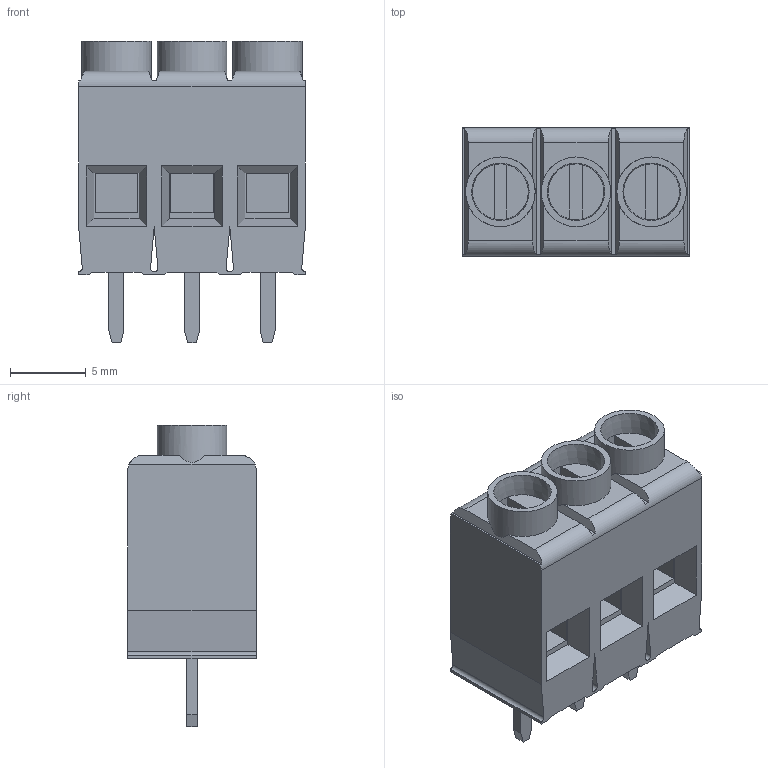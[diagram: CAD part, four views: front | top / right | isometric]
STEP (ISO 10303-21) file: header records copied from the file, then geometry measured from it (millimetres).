
FILE_DESCRIPTION( ( 'Unknown' ), '1' );
FILE_NAME( '691131710003.stp', 'Unknown', ( 'Unknown' ), ( 'Unknown' ), 'PSStep 17.0.49', 'Unknown', ' ' );
FILE_SCHEMA( ( 'AUTOMOTIVE_DESIGN { 1 0 10303 214 1 1 1 1 }' ) );
Length unit declared in the file: millimetre
Products named in the file (1): 1
Bounding box: 15 x 8.5 x 19.95 mm (x, y, z)
Volume: 1526.8 mm3; surface area: 1444.8 mm2
Topology: 1 solids, 1 shells, 128 faces, 333 edges, 216 vertices
Faces by surface type: plane 107, cylinder 18, cone 3
Full cylindrical faces by diameter (mm): 4.6 x3
Entity records: 4849 total; most frequent: CARTESIAN_POINT 660, DIRECTION 651, ORIENTED_EDGE 642, EDGE_CURVE 321, LINE 249, VECTOR 249, VERTEX_POINT 210, AXIS2_PLACEMENT_3D 201
